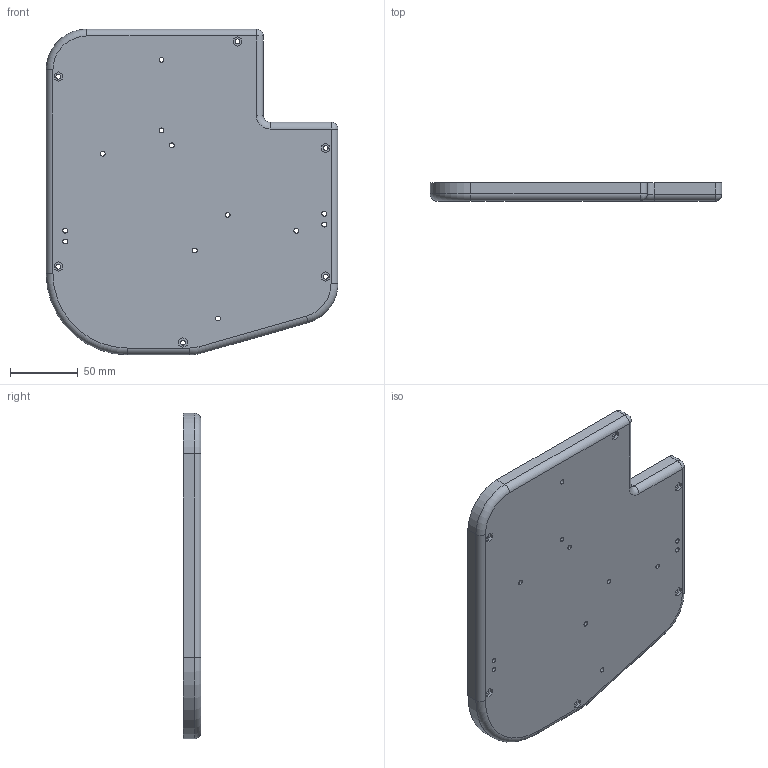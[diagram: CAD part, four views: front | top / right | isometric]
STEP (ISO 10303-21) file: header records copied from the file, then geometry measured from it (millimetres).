
FILE_DESCRIPTION (( 'STEP AP203' ), '1' );
FILE_NAME ('Bottom Case with Tensioners.STEP', '2021-12-17T12:28:11', ( '' ), ( '' ), 'SwSTEP 2.0', 'SolidWorks 2019', '' );
FILE_SCHEMA (( 'CONFIG_CONTROL_DESIGN' ));
Length unit declared in the file: millimetre
Products named in the file (1): Bottom Case with Tensioners
Bounding box: 215 x 13.25 x 240 mm (x, y, z)
Volume: 207973.9 mm3; surface area: 111486.8 mm2
Topology: 1 solids, 1 shells, 186 faces, 475 edges, 310 vertices
Faces by surface type: cylinder 92, plane 87, torus 5, sphere 2
Entity records: 5807 total; most frequent: DIRECTION 1036, CARTESIAN_POINT 970, ORIENTED_EDGE 946, EDGE_CURVE 473, AXIS2_PLACEMENT_3D 376, VERTEX_POINT 310, LINE 284, VECTOR 284
